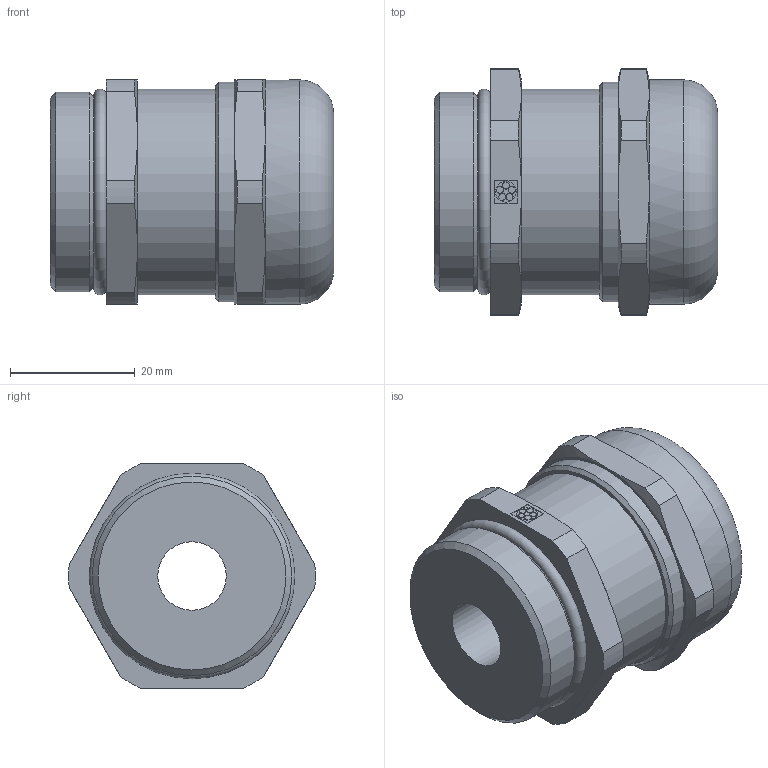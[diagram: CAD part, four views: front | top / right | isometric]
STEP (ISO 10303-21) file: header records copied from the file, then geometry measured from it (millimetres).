
FILE_DESCRIPTION( ( 'STEP AP214' ), '1' );
FILE_NAME( 'SKINTOP MS-M 32x1,5 Art. Nr. 53112040(F=11).stp', '2020-06-03T09:11:49', ( 'License CC BY-ND 4.0' ), ( 'CADENAS' ), ' ', 'PARTsolutions', ' ' );
FILE_SCHEMA( ( 'AUTOMOTIVE_DESIGN { 1 0 10303 214 1 1 1 1 }' ) );
Length unit declared in the file: millimetre
Products named in the file (1): _SKINTOP MS-M 32x1,5      Art. Nr. 53112040(F=11)
Bounding box: 45.5 x 39.58 x 36 mm (x, y, z)
Volume: 38074.1 mm3; surface area: 8928.4 mm2
Topology: 1 solids, 2 shells, 82 faces, 202 edges, 129 vertices
Faces by surface type: plane 35, cylinder 28, cone 16, torus 3
Full cylindrical faces by diameter (mm): 11 x1, 30.16 x1, 32 x1, 33 x1, 35.28 x1, 35.98 x1
Entity records: 3124 total; most frequent: CARTESIAN_POINT 566, DIRECTION 396, ORIENTED_EDGE 372, EDGE_CURVE 186, AXIS2_PLACEMENT_3D 157, VERTEX_POINT 127, EDGE_LOOP 104, FACE_OUTER_BOUND 91
